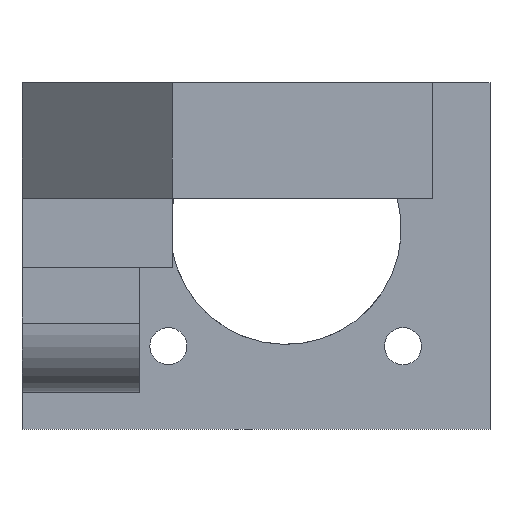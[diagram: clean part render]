
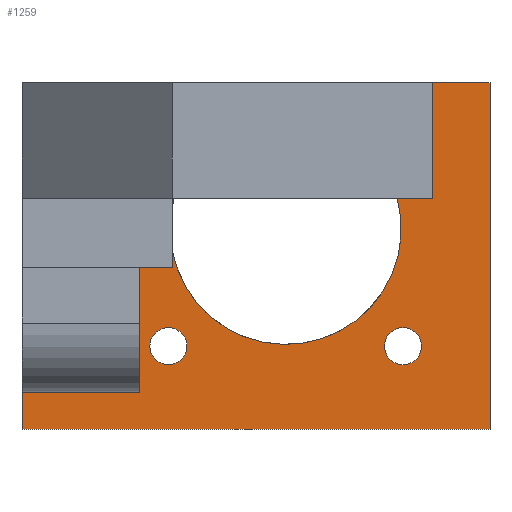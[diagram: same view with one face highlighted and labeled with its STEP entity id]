
A CAD part, left-side view. The second image highlights one B-rep face of the part: STEP entity #1259.
In plain terms, the highlighted planar face has unit normal (-1, 0, 0).
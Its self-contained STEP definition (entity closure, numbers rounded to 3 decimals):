
#256 = VERTEX_POINT('',#257);
#257 = CARTESIAN_POINT('',(21.1,14.,10.));
#263 = EDGE_CURVE('',#256,#264,#266,.T.);
#264 = VERTEX_POINT('',#265);
#265 = CARTESIAN_POINT('',(21.1,-16.326,10.));
#266 = LINE('',#267,#268);
#267 = CARTESIAN_POINT('',(21.1,14.,10.));
#268 = VECTOR('',#269,1.);
#269 = DIRECTION('',(0.,-1.,0.));
#649 = VERTEX_POINT('',#650);
#650 = CARTESIAN_POINT('',(21.1,24.16,-20.));
#656 = EDGE_CURVE('',#649,#657,#659,.T.);
#657 = VERTEX_POINT('',#658);
#658 = CARTESIAN_POINT('',(21.1,24.16,-6.));
#659 = LINE('',#660,#661);
#660 = CARTESIAN_POINT('',(21.1,24.16,-20.));
#661 = VECTOR('',#662,1.);
#662 = DIRECTION('',(0.,0.,1.));
#1173 = EDGE_CURVE('',#1174,#256,#1176,.T.);
#1174 = VERTEX_POINT('',#1175);
#1175 = CARTESIAN_POINT('',(21.1,14.,-6.));
#1176 = LINE('',#1177,#1178);
#1177 = CARTESIAN_POINT('',(21.1,14.,-26.2));
#1178 = VECTOR('',#1179,1.);
#1179 = DIRECTION('',(0.,0.,1.));
#1259 = ADVANCED_FACE('',(#1260,#1285,#1332,#1343),#1354,.T.);
#1260 = FACE_BOUND('',#1261,.T.);
#1261 = EDGE_LOOP('',(#1262,#1270,#1276,#1277,#1278,#1284));
#1262 = ORIENTED_EDGE('',*,*,#1263,.F.);
#1263 = EDGE_CURVE('',#1264,#649,#1266,.T.);
#1264 = VERTEX_POINT('',#1265);
#1265 = CARTESIAN_POINT('',(21.1,-16.326,-20.));
#1266 = LINE('',#1267,#1268);
#1267 = CARTESIAN_POINT('',(21.1,-16.326,-20.));
#1268 = VECTOR('',#1269,1.);
#1269 = DIRECTION('',(0.,1.,0.));
#1270 = ORIENTED_EDGE('',*,*,#1271,.F.);
#1271 = EDGE_CURVE('',#264,#1264,#1272,.T.);
#1272 = LINE('',#1273,#1274);
#1273 = CARTESIAN_POINT('',(21.1,-16.326,10.));
#1274 = VECTOR('',#1275,1.);
#1275 = DIRECTION('',(0.,0.,-1.));
#1276 = ORIENTED_EDGE('',*,*,#263,.F.);
#1277 = ORIENTED_EDGE('',*,*,#1173,.F.);
#1278 = ORIENTED_EDGE('',*,*,#1279,.T.);
#1279 = EDGE_CURVE('',#1174,#657,#1280,.T.);
#1280 = LINE('',#1281,#1282);
#1281 = CARTESIAN_POINT('',(21.1,7.539,-6.));
#1282 = VECTOR('',#1283,1.);
#1283 = DIRECTION('',(0.,1.,0.));
#1284 = ORIENTED_EDGE('',*,*,#656,.F.);
#1285 = FACE_BOUND('',#1286,.T.);
#1286 = EDGE_LOOP('',(#1287,#1298,#1307,#1316,#1325));
#1287 = ORIENTED_EDGE('',*,*,#1288,.T.);
#1288 = EDGE_CURVE('',#1289,#1291,#1293,.T.);
#1289 = VERTEX_POINT('',#1290);
#1290 = CARTESIAN_POINT('',(21.1,-8.292,0.));
#1291 = VERTEX_POINT('',#1292);
#1292 = CARTESIAN_POINT('',(21.1,11.16,-4.588));
#1293 = CIRCLE('',#1294,10.);
#1294 = AXIS2_PLACEMENT_3D('',#1295,#1296,#1297);
#1295 = CARTESIAN_POINT('',(21.1,1.35,-2.65));
#1296 = DIRECTION('',(1.,0.,0.));
#1297 = DIRECTION('',(0.,1.,0.));
#1298 = ORIENTED_EDGE('',*,*,#1299,.T.);
#1299 = EDGE_CURVE('',#1291,#1300,#1302,.T.);
#1300 = VERTEX_POINT('',#1301);
#1301 = CARTESIAN_POINT('',(21.1,11.35,-2.65));
#1302 = CIRCLE('',#1303,10.);
#1303 = AXIS2_PLACEMENT_3D('',#1304,#1305,#1306);
#1304 = CARTESIAN_POINT('',(21.1,1.35,-2.65));
#1305 = DIRECTION('',(1.,0.,0.));
#1306 = DIRECTION('',(0.,1.,0.));
#1307 = ORIENTED_EDGE('',*,*,#1308,.T.);
#1308 = EDGE_CURVE('',#1300,#1309,#1311,.T.);
#1309 = VERTEX_POINT('',#1310);
#1310 = CARTESIAN_POINT('',(21.1,11.16,-0.712));
#1311 = CIRCLE('',#1312,10.);
#1312 = AXIS2_PLACEMENT_3D('',#1313,#1314,#1315);
#1313 = CARTESIAN_POINT('',(21.1,1.35,-2.65));
#1314 = DIRECTION('',(1.,0.,0.));
#1315 = DIRECTION('',(0.,1.,0.));
#1316 = ORIENTED_EDGE('',*,*,#1317,.T.);
#1317 = EDGE_CURVE('',#1309,#1318,#1320,.T.);
#1318 = VERTEX_POINT('',#1319);
#1319 = CARTESIAN_POINT('',(21.1,10.992,0.));
#1320 = CIRCLE('',#1321,10.);
#1321 = AXIS2_PLACEMENT_3D('',#1322,#1323,#1324);
#1322 = CARTESIAN_POINT('',(21.1,1.35,-2.65));
#1323 = DIRECTION('',(1.,0.,0.));
#1324 = DIRECTION('',(0.,1.,0.));
#1325 = ORIENTED_EDGE('',*,*,#1326,.T.);
#1326 = EDGE_CURVE('',#1318,#1289,#1327,.T.);
#1327 = CIRCLE('',#1328,10.);
#1328 = AXIS2_PLACEMENT_3D('',#1329,#1330,#1331);
#1329 = CARTESIAN_POINT('',(21.1,1.35,-2.65));
#1330 = DIRECTION('',(1.,0.,0.));
#1331 = DIRECTION('',(0.,1.,0.));
#1332 = FACE_BOUND('',#1333,.T.);
#1333 = EDGE_LOOP('',(#1334));
#1334 = ORIENTED_EDGE('',*,*,#1335,.T.);
#1335 = EDGE_CURVE('',#1336,#1336,#1338,.T.);
#1336 = VERTEX_POINT('',#1337);
#1337 = CARTESIAN_POINT('',(21.1,13.1,-12.8));
#1338 = CIRCLE('',#1339,1.6);
#1339 = AXIS2_PLACEMENT_3D('',#1340,#1341,#1342);
#1340 = CARTESIAN_POINT('',(21.1,11.5,-12.8));
#1341 = DIRECTION('',(1.,0.,0.));
#1342 = DIRECTION('',(0.,1.,0.));
#1343 = FACE_BOUND('',#1344,.T.);
#1344 = EDGE_LOOP('',(#1345));
#1345 = ORIENTED_EDGE('',*,*,#1346,.T.);
#1346 = EDGE_CURVE('',#1347,#1347,#1349,.T.);
#1347 = VERTEX_POINT('',#1348);
#1348 = CARTESIAN_POINT('',(21.1,-7.2,-12.8));
#1349 = CIRCLE('',#1350,1.6);
#1350 = AXIS2_PLACEMENT_3D('',#1351,#1352,#1353);
#1351 = CARTESIAN_POINT('',(21.1,-8.8,-12.8));
#1352 = DIRECTION('',(1.,0.,0.));
#1353 = DIRECTION('',(0.,1.,0.));
#1354 = PLANE('',#1355);
#1355 = AXIS2_PLACEMENT_3D('',#1356,#1357,#1358);
#1356 = CARTESIAN_POINT('',(21.1,2.764,-6.153));
#1357 = DIRECTION('',(-1.,-0.,-0.));
#1358 = DIRECTION('',(0.,0.,-1.));
